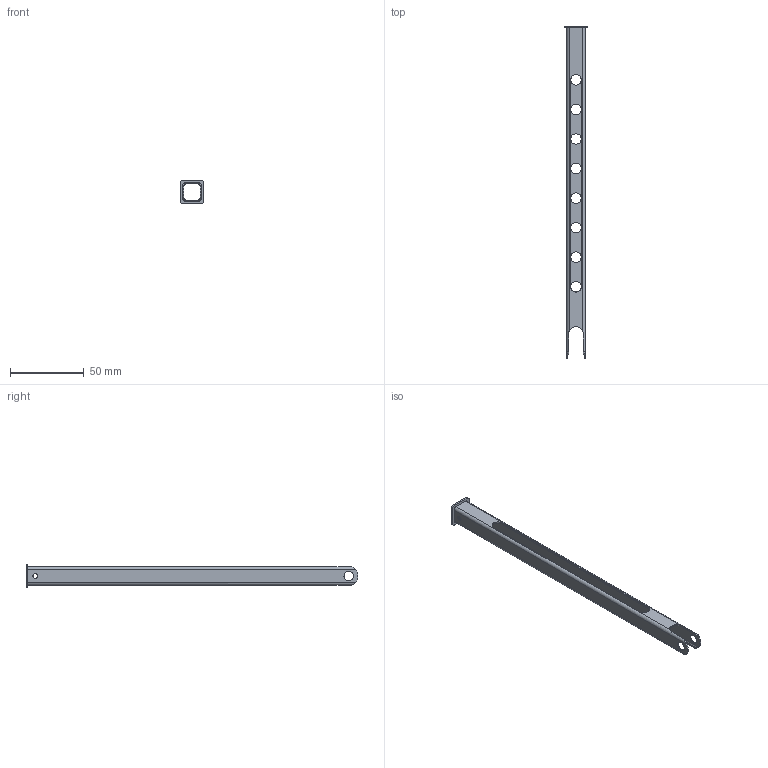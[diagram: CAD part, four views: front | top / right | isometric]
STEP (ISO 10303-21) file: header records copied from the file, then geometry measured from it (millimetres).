
FILE_DESCRIPTION (( 'STEP AP214' ), '1' );
FILE_NAME ('GB1-2723-23-00-A02.STEP', '2017-08-09T18:23:57', ( '' ), ( '' ), 'SwSTEP 2.0', 'SolidWorks 2014', '' );
FILE_SCHEMA (( 'AUTOMOTIVE_DESIGN' ));
Length unit declared in the file: millimetre
Products named in the file (3): GB1-2723-23-00-A02; GB1-2723-23-03; GB1-2723-23-01
Assembly tree (2 placements, depth 2):
  GB1-2723-23-00-A02
    GB1-2723-23-01
    GB1-2723-23-03
Bounding box: 16 x 224.83 x 16 mm (x, y, z)
Volume: 7308.1 mm3; surface area: 17128.2 mm2
Topology: 2 solids, 2 shells, 71 faces, 204 edges, 136 vertices
Faces by surface type: cylinder 46, plane 25
Entity records: 2628 total; most frequent: CARTESIAN_POINT 540, DIRECTION 428, ORIENTED_EDGE 408, EDGE_CURVE 204, AXIS2_PLACEMENT_3D 164, VERTEX_POINT 136, VECTOR 100, EDGE_LOOP 100
